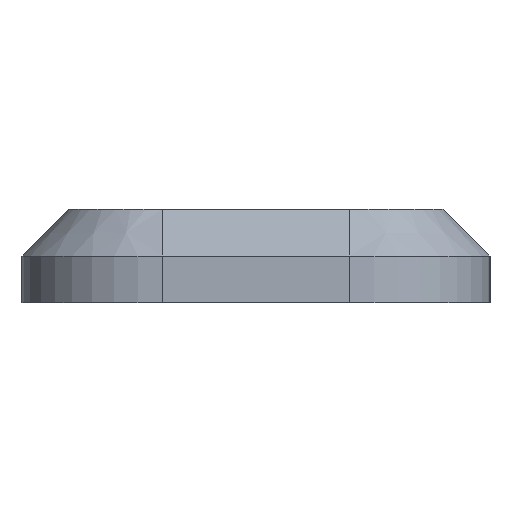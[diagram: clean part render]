
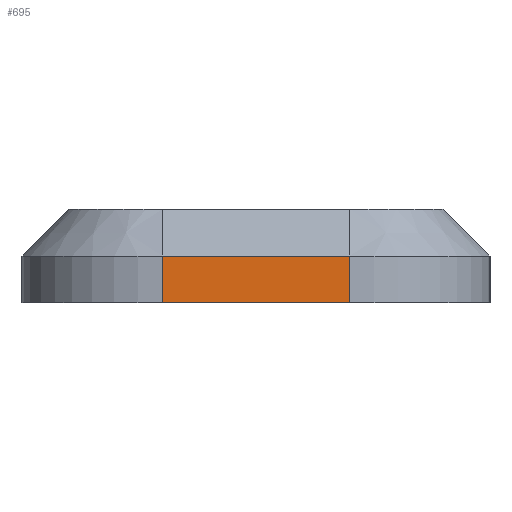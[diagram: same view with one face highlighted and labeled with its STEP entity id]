
A CAD part, left-side view. The second image highlights one B-rep face of the part: STEP entity #695.
In plain terms, the highlighted planar face has unit normal (-1, 0, 0).
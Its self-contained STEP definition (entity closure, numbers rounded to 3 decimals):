
#396 = DIRECTION ( 'NONE',  ( 0., 0., -1. ) ) ;
#419 = CARTESIAN_POINT ( 'NONE',  ( -164.65, 218.149, 1. ) ) ;
#429 = VERTEX_POINT ( 'NONE', #419 ) ;
#469 = EDGE_CURVE ( 'NONE', #429, #656, #2012, .T. ) ;
#509 = CARTESIAN_POINT ( 'NONE',  ( -164.65, 222.149, 2. ) ) ;
#656 = VERTEX_POINT ( 'NONE', #2684 ) ;
#658 = CARTESIAN_POINT ( 'NONE',  ( -164.65, 218.149, 2. ) ) ;
#695 = ADVANCED_FACE ( 'NONE', ( #852 ), #1036, .F. ) ;
#759 = LINE ( 'NONE', #1379, #2887 ) ;
#852 = FACE_OUTER_BOUND ( 'NONE', #2335, .T. ) ;
#977 = VERTEX_POINT ( 'NONE', #3070 ) ;
#1027 = DIRECTION ( 'NONE',  ( 0., 0., -1. ) ) ;
#1036 = PLANE ( 'NONE',  #1685 ) ;
#1117 = ORIENTED_EDGE ( 'NONE', *, *, #2838, .T. ) ;
#1144 = DIRECTION ( 'NONE',  ( 0., 1., 0. ) ) ;
#1193 = DIRECTION ( 'NONE',  ( 0., -1., 0. ) ) ;
#1379 = CARTESIAN_POINT ( 'NONE',  ( -164.65, 222.149, 1. ) ) ;
#1430 = VECTOR ( 'NONE', #2161, 1000. ) ;
#1482 = LINE ( 'NONE', #1886, #3193 ) ;
#1657 = EDGE_CURVE ( 'NONE', #977, #656, #1970, .T. ) ;
#1685 = AXIS2_PLACEMENT_3D ( 'NONE', #509, #2515, #1027 ) ;
#1790 = VERTEX_POINT ( 'NONE', #2448 ) ;
#1886 = CARTESIAN_POINT ( 'NONE',  ( -164.65, 222.149, 2. ) ) ;
#1970 = LINE ( 'NONE', #3091, #3134 ) ;
#2012 = LINE ( 'NONE', #658, #1430 ) ;
#2150 = ORIENTED_EDGE ( 'NONE', *, *, #1657, .T. ) ;
#2161 = DIRECTION ( 'NONE',  ( 0., 0., -1. ) ) ;
#2162 = ORIENTED_EDGE ( 'NONE', *, *, #469, .F. ) ;
#2335 = EDGE_LOOP ( 'NONE', ( #2162, #2442, #1117, #2150 ) ) ;
#2442 = ORIENTED_EDGE ( 'NONE', *, *, #2910, .T. ) ;
#2448 = CARTESIAN_POINT ( 'NONE',  ( -164.65, 222.149, 1. ) ) ;
#2515 = DIRECTION ( 'NONE',  ( 1., 0., 0. ) ) ;
#2684 = CARTESIAN_POINT ( 'NONE',  ( -164.65, 218.149, 0. ) ) ;
#2838 = EDGE_CURVE ( 'NONE', #1790, #977, #1482, .T. ) ;
#2887 = VECTOR ( 'NONE', #1144, 1000. ) ;
#2910 = EDGE_CURVE ( 'NONE', #429, #1790, #759, .T. ) ;
#3070 = CARTESIAN_POINT ( 'NONE',  ( -164.65, 222.149, 0. ) ) ;
#3091 = CARTESIAN_POINT ( 'NONE',  ( -164.65, 222.149, 0. ) ) ;
#3134 = VECTOR ( 'NONE', #1193, 1000. ) ;
#3193 = VECTOR ( 'NONE', #396, 1000. ) ;
